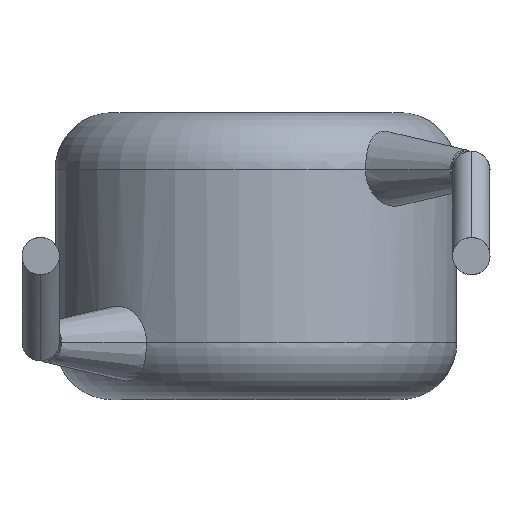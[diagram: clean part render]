
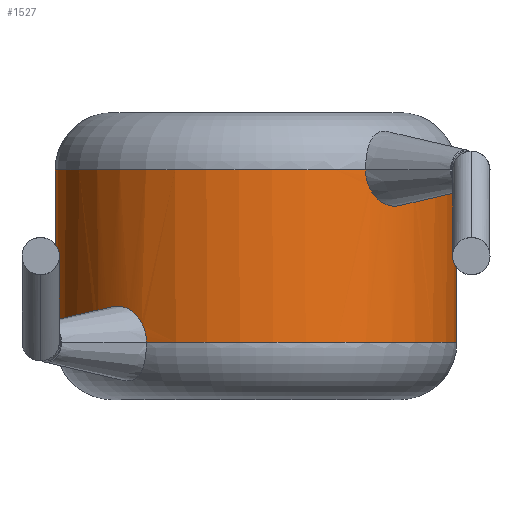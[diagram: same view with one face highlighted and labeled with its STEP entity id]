
A CAD part, front view. The second image highlights one B-rep face of the part: STEP entity #1527.
In plain terms, the highlighted cylindrical face has radius 3.5 mm (diameter 7 mm), a partial arc.
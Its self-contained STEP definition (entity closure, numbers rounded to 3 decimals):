
#4 = EDGE_LOOP ( 'NONE', ( #885, #1779, #358, #3957, #1782, #2370, #4175, #830 ) ) ;
#176 = CARTESIAN_POINT ( 'NONE',  ( 2.837, -2.05, 3.831 ) ) ;
#190 = CARTESIAN_POINT ( 'NONE',  ( 1.977, -2.888, 3.68 ) ) ;
#197 = EDGE_CURVE ( 'NONE', #3595, #1720, #507, .T. ) ;
#200 = CARTESIAN_POINT ( 'NONE',  ( 2.796, -2.109, 3.668 ) ) ;
#215 = CARTESIAN_POINT ( 'NONE',  ( 1.908, -2.934, 4. ) ) ;
#323 = EDGE_CURVE ( 'NONE', #1785, #2034, #3478, .T. ) ;
#358 = ORIENTED_EDGE ( 'NONE', *, *, #2424, .F. ) ;
#399 = DIRECTION ( 'NONE',  ( 0., 0., 1. ) ) ;
#507 = LINE ( 'NONE', #958, #1060 ) ;
#529 = CARTESIAN_POINT ( 'NONE',  ( -2.837, -2.05, 1. ) ) ;
#554 = CARTESIAN_POINT ( 'NONE',  ( -1.922, -2.925, 1.167 ) ) ;
#560 = CARTESIAN_POINT ( 'NONE',  ( -3.5, 0., 4. ) ) ;
#582 = AXIS2_PLACEMENT_3D ( 'NONE', #947, #935, #3522 ) ;
#758 = DIRECTION ( 'NONE',  ( 1., 0., 0. ) ) ;
#830 = ORIENTED_EDGE ( 'NONE', *, *, #323, .T. ) ;
#841 = CARTESIAN_POINT ( 'NONE',  ( -2.644, -2.297, 1.566 ) ) ;
#856 = CARTESIAN_POINT ( 'NONE',  ( -2.162, -2.755, 1.564 ) ) ;
#858 = EDGE_CURVE ( 'NONE', #4059, #2034, #2302, .T. ) ;
#860 = CARTESIAN_POINT ( 'NONE',  ( 1.922, -2.925, 3.833 ) ) ;
#885 = ORIENTED_EDGE ( 'NONE', *, *, #858, .F. ) ;
#935 = DIRECTION ( 'NONE',  ( 0., 0., -1. ) ) ;
#947 = CARTESIAN_POINT ( 'NONE',  ( 0., 0., 4. ) ) ;
#958 = CARTESIAN_POINT ( 'NONE',  ( -3.5, 0., 5. ) ) ;
#1060 = VECTOR ( 'NONE', #3596, 1000. ) ;
#1164 = CARTESIAN_POINT ( 'NONE',  ( -2.837, -2.05, 1.169 ) ) ;
#1200 = CARTESIAN_POINT ( 'NONE',  ( -1.908, -2.934, 1. ) ) ;
#1483 = CARTESIAN_POINT ( 'NONE',  ( 0., 0., 4. ) ) ;
#1527 = ADVANCED_FACE ( 'NONE', ( #2612 ), #2478, .T. ) ;
#1533 = CARTESIAN_POINT ( 'NONE',  ( -1.977, -2.888, 1.32 ) ) ;
#1564 = CARTESIAN_POINT ( 'NONE',  ( -3.5, 0., 1. ) ) ;
#1565 = VERTEX_POINT ( 'NONE', #529 ) ;
#1567 = EDGE_CURVE ( 'NONE', #1785, #1565, #3983, .T. ) ;
#1583 = CARTESIAN_POINT ( 'NONE',  ( 3.5, 0., 1. ) ) ;
#1650 = DIRECTION ( 'NONE',  ( 0., 0., 1. ) ) ;
#1720 = VERTEX_POINT ( 'NONE', #1564 ) ;
#1779 = ORIENTED_EDGE ( 'NONE', *, *, #4086, .T. ) ;
#1782 = ORIENTED_EDGE ( 'NONE', *, *, #197, .T. ) ;
#1785 = VERTEX_POINT ( 'NONE', #2992 ) ;
#1798 = CARTESIAN_POINT ( 'NONE',  ( -2.017, -2.861, 1.391 ) ) ;
#1803 = CARTESIAN_POINT ( 'NONE',  ( 2.644, -2.297, 3.434 ) ) ;
#1816 = CARTESIAN_POINT ( 'NONE',  ( 2.533, -2.421, 3.368 ) ) ;
#1976 = DIRECTION ( 'NONE',  ( 1., 0., 0. ) ) ;
#2020 = AXIS2_PLACEMENT_3D ( 'NONE', #3281, #399, #758 ) ;
#2034 = VERTEX_POINT ( 'NONE', #1583 ) ;
#2077 = CIRCLE ( 'NONE', #4055, 3.5 ) ;
#2118 = CARTESIAN_POINT ( 'NONE',  ( 2.162, -2.755, 3.436 ) ) ;
#2147 = CARTESIAN_POINT ( 'NONE',  ( -2.796, -2.109, 1.332 ) ) ;
#2157 = DIRECTION ( 'NONE',  ( 0., 0., -1. ) ) ;
#2302 = LINE ( 'NONE', #3694, #4199 ) ;
#2370 = ORIENTED_EDGE ( 'NONE', *, *, #2691, .T. ) ;
#2393 = CIRCLE ( 'NONE', #582, 3.5 ) ;
#2423 = CARTESIAN_POINT ( 'NONE',  ( 2.017, -2.861, 3.609 ) ) ;
#2424 = EDGE_CURVE ( 'NONE', #3206, #4193, #2831, .T. ) ;
#2465 = DIRECTION ( 'NONE',  ( 0., 0., -1. ) ) ;
#2478 = CYLINDRICAL_SURFACE ( 'NONE', #2797, 3.5 ) ;
#2492 = DIRECTION ( 'NONE',  ( -1., 0., 0. ) ) ;
#2612 = FACE_OUTER_BOUND ( 'NONE', #4, .T. ) ;
#2646 = AXIS2_PLACEMENT_3D ( 'NONE', #3582, #1650, #1976 ) ;
#2685 = DIRECTION ( 'NONE',  ( 0., 0., -1. ) ) ;
#2691 = EDGE_CURVE ( 'NONE', #1720, #1565, #2926, .T. ) ;
#2727 = CARTESIAN_POINT ( 'NONE',  ( 1.908, -2.934, 3.916 ) ) ;
#2796 = CARTESIAN_POINT ( 'NONE',  ( -2.292, -2.65, 1.632 ) ) ;
#2797 = AXIS2_PLACEMENT_3D ( 'NONE', #3118, #2157, #2492 ) ;
#2831 = B_SPLINE_CURVE_WITH_KNOTS ( 'NONE', 3,
 ( #215, #2727, #860, #190, #2423, #2118, #3378, #1816, #1803, #200, #176, #3104 ),
 .UNSPECIFIED., .F., .F.,
 ( 4, 2, 2, 2, 2, 4 ),
 ( 0., 0., 0., 0.001, 0.001, 0.002 ),
 .UNSPECIFIED. ) ;
#2845 = CARTESIAN_POINT ( 'NONE',  ( 3.5, 0., 4. ) ) ;
#2917 = CARTESIAN_POINT ( 'NONE',  ( 2.837, -2.05, 4. ) ) ;
#2926 = CIRCLE ( 'NONE', #2646, 3.5 ) ;
#2992 = CARTESIAN_POINT ( 'NONE',  ( -1.908, -2.934, 1. ) ) ;
#3104 = CARTESIAN_POINT ( 'NONE',  ( 2.837, -2.05, 4. ) ) ;
#3112 = DIRECTION ( 'NONE',  ( 1., 0., 0. ) ) ;
#3118 = CARTESIAN_POINT ( 'NONE',  ( 0., 0., 5. ) ) ;
#3206 = VERTEX_POINT ( 'NONE', #3951 ) ;
#3281 = CARTESIAN_POINT ( 'NONE',  ( 0., 0., 1. ) ) ;
#3378 = CARTESIAN_POINT ( 'NONE',  ( 2.292, -2.65, 3.368 ) ) ;
#3418 = CARTESIAN_POINT ( 'NONE',  ( -2.837, -2.05, 1. ) ) ;
#3452 = CARTESIAN_POINT ( 'NONE',  ( -1.908, -2.934, 1.084 ) ) ;
#3478 = CIRCLE ( 'NONE', #2020, 3.5 ) ;
#3522 = DIRECTION ( 'NONE',  ( 1., 0., 0. ) ) ;
#3582 = CARTESIAN_POINT ( 'NONE',  ( 0., 0., 1. ) ) ;
#3595 = VERTEX_POINT ( 'NONE', #560 ) ;
#3596 = DIRECTION ( 'NONE',  ( 0., 0., -1. ) ) ;
#3694 = CARTESIAN_POINT ( 'NONE',  ( 3.5, 0., 5. ) ) ;
#3815 = EDGE_CURVE ( 'NONE', #3206, #3595, #2077, .T. ) ;
#3951 = CARTESIAN_POINT ( 'NONE',  ( 1.908, -2.934, 4. ) ) ;
#3957 = ORIENTED_EDGE ( 'NONE', *, *, #3815, .T. ) ;
#3983 = B_SPLINE_CURVE_WITH_KNOTS ( 'NONE', 3,
 ( #1200, #3452, #554, #1533, #1798, #856, #2796, #4100, #841, #2147, #1164, #3418 ),
 .UNSPECIFIED., .F., .F.,
 ( 4, 2, 2, 2, 2, 4 ),
 ( 0., 0., 0., 0.001, 0.001, 0.002 ),
 .UNSPECIFIED. ) ;
#4055 = AXIS2_PLACEMENT_3D ( 'NONE', #1483, #2465, #3112 ) ;
#4059 = VERTEX_POINT ( 'NONE', #2845 ) ;
#4086 = EDGE_CURVE ( 'NONE', #4059, #4193, #2393, .T. ) ;
#4100 = CARTESIAN_POINT ( 'NONE',  ( -2.533, -2.421, 1.632 ) ) ;
#4175 = ORIENTED_EDGE ( 'NONE', *, *, #1567, .F. ) ;
#4193 = VERTEX_POINT ( 'NONE', #2917 ) ;
#4199 = VECTOR ( 'NONE', #2685, 1000. ) ;
